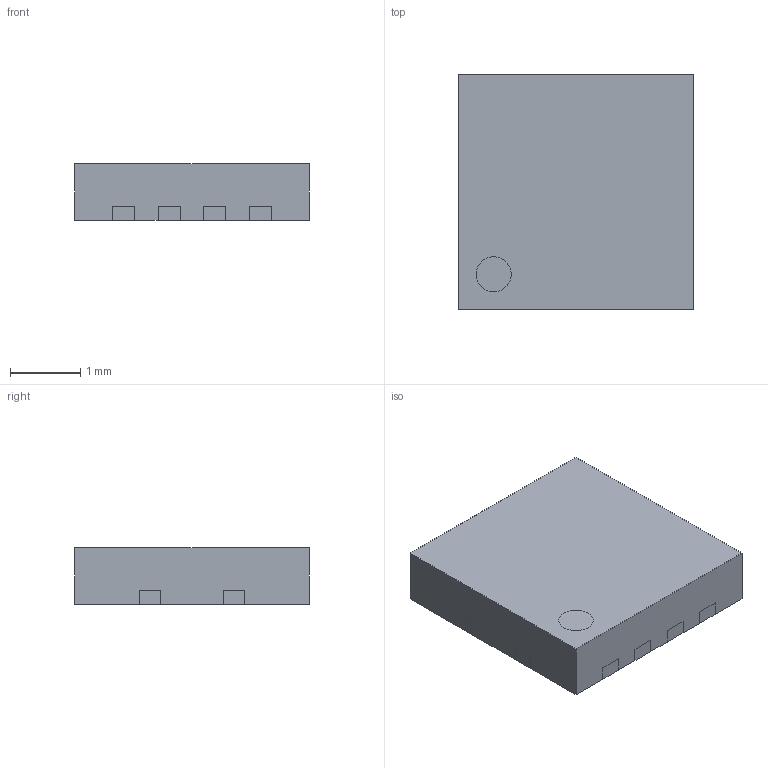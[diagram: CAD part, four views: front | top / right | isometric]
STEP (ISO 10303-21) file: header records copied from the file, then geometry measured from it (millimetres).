
FILE_DESCRIPTION(/* description */ (''),/* implementation_level */ '2;1');
FILE_NAME(/* name */ 'FAIRCHILD_MO-240BA.stp',/* time_stamp */ '2016-05-25T11:14:55+02:00',/* author */ ('riccim'),/* organization */ ('SolidWorks'),/* preprocessor_version */ 'ST-DEVELOPER v15.5',/* originating_system */ 'AutoCAD Mechanical',/* authorisation */ ' ');
FILE_SCHEMA (('AUTOMOTIVE_DESIGN { 1 0 10303 214 3 1 1 }'));
Length unit declared in the file: millimetre
Products named in the file (1): Product
Bounding box: 3.35 x 3.35 x 0.8 mm (x, y, z)
Volume: 9 mm3; surface area: 53.5 mm2
Topology: 12 solids, 12 shells, 127 faces, 306 edges, 204 vertices
Faces by surface type: plane 125, cylinder 2
Full cylindrical faces by diameter (mm): 0.5 x2
Entity records: 3642 total; most frequent: CARTESIAN_POINT 636, ORIENTED_EDGE 608, DIRECTION 564, EDGE_CURVE 304, LINE 300, VECTOR 300, VERTEX_POINT 204, AXIS2_PLACEMENT_3D 132
